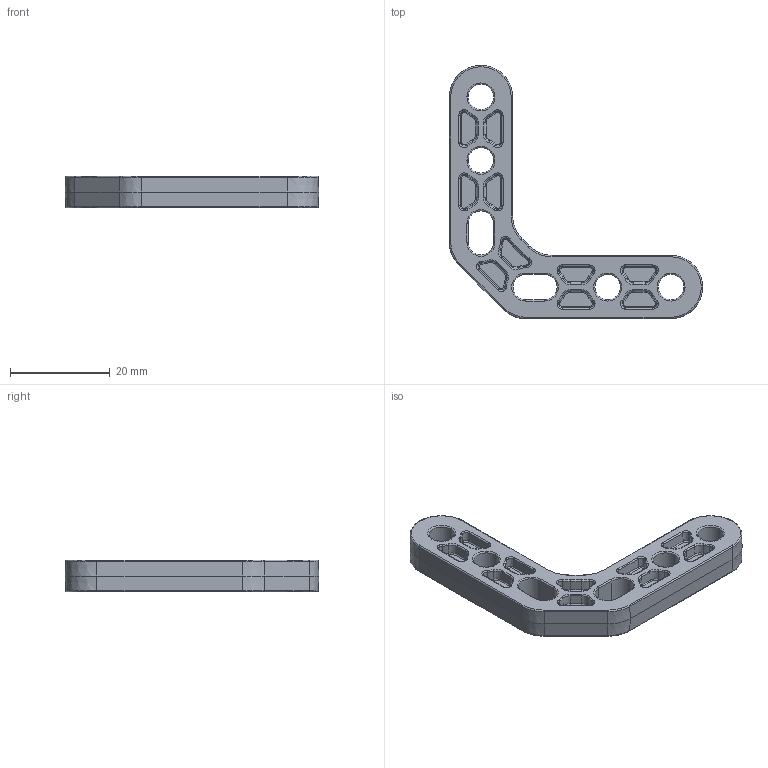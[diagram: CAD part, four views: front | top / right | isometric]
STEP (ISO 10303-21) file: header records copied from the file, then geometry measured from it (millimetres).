
FILE_DESCRIPTION (( 'STEP AP203' ), '1' );
FILE_NAME ('am-5005_3x3 RoBits 3x3 Corner Gusset.STEP', '2023-03-30T18:30:02', ( '' ), ( '' ), 'SwSTEP 2.0', 'SolidWorks 2022', '' );
FILE_SCHEMA (( 'CONFIG_CONTROL_DESIGN' ));
Length unit declared in the file: inch
Products named in the file (1): am-5005_3x3 RoBits 3x3 Corner Gusset
Bounding box: 50.8 x 50.8 x 6.35 mm (x, y, z)
Volume: 4519.2 mm3; surface area: 4265.4 mm2
Topology: 1 solids, 1 shells, 669 faces, 1512 edges, 865 vertices
Faces by surface type: torus 314, cone 152, cylinder 121, plane 82
Entity records: 18882 total; most frequent: DIRECTION 3917, CARTESIAN_POINT 3047, ORIENTED_EDGE 3024, AXIS2_PLACEMENT_3D 1735, EDGE_CURVE 1512, CIRCLE 1065, VERTEX_POINT 865, EDGE_LOOP 701
